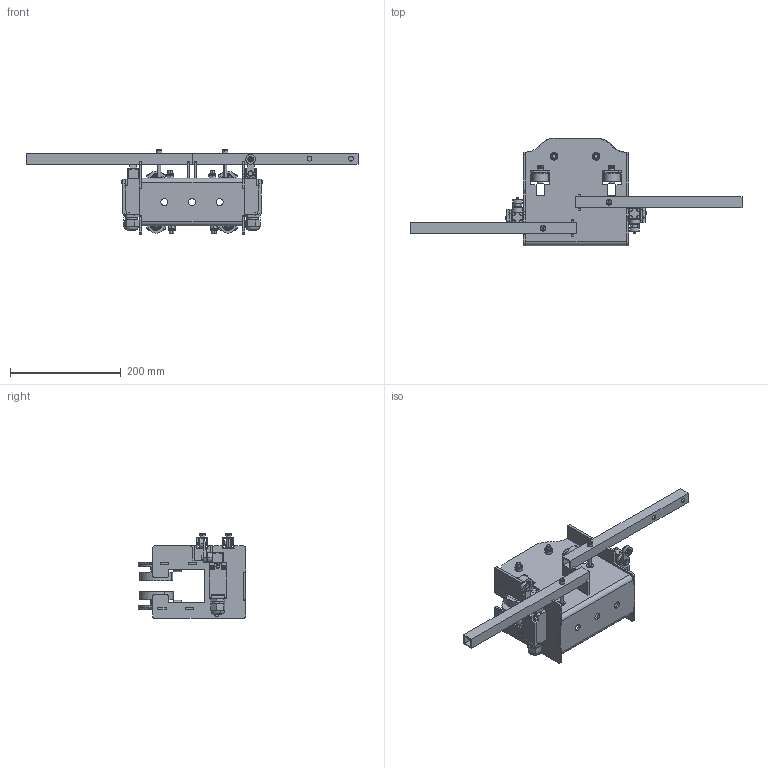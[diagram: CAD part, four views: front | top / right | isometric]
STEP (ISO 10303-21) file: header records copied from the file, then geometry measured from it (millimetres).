
FILE_DESCRIPTION (( 'STEP AP214' ), '1' );
FILE_NAME ('359.1001.02_Main_assembly_w_limitswitch.STEP', '2025-02-04T10:52:39', ( '' ), ( '' ), 'SwSTEP 2.0', 'SolidWorks 2023', '' );
FILE_SCHEMA (( 'AUTOMOTIVE_DESIGN' ));
Length unit declared in the file: millimetre
Products named in the file (27): 732.004_Styrehjul_spacer; 352.2025_TRL_EndestopHolder; 359.1028_Stiffening_Plate; 359.1005_Frame_Weld; 713.070_Retaining ring_Internal_Ø24; 701.018_M4x30_Din912_DIN 912 M4 x 25; 720.007_Leje_8x24_628Z; 708.025_M8Lock_DIN985; 352.2028_TRL_EndestopProfil20X20X2; 701.082_M6x55_Din912_DIN 912 M6 x 20 --- 10C; 732.006_3-eee_HeavyWheel-Ø61; 359.1001.02_Main_assembly_w_limitswitch; 701.034_M6x25_Din912_DIN 912 M6 x 20 --- 10C; 359.1027_Gavl_H; 359.1025_Body; 359.1026_Gavl_V; 710.068_23M06CO2_Flat_Head_OPEN_3.0-5.5_4mm ; 702.089_M8x45_DIN7991; 359.1004_Frame_Popnut; 658.030_forskruning_M20_sort_1,5; 708.024_M6Lock_DIN985; 352.2007_TR_Wheel_samling; 352.2022_TRL_StøtteBeslag; 652.030_Omron_Endestop_Venstre; 732.005.004_TR_Plasthjul; 710.022_23M04VO1_Countersunk_Head_OPEN_1.5-4.0; 732.008.001_StyreHjul_med_Jern_Spacer
Assembly tree (54 placements, depth 4):
  359.1001.02_Main_assembly_w_limitswitch
    359.1004_Frame_Popnut
      359.1005_Frame_Weld
        359.1025_Body
        359.1028_Stiffening_Plate  x2
        359.1027_Gavl_H
        359.1026_Gavl_V
        352.2022_TRL_StøtteBeslag  x4
        352.2025_TRL_EndestopHolder  x2
      710.068_23M06CO2_Flat_Head_OPEN_3.0-5.5_4mm   x2
      710.022_23M04VO1_Countersunk_Head_OPEN_1.5-4.0  x4
    732.008.001_StyreHjul_med_Jern_Spacer  x4
      701.034_M6x25_Din912_DIN 912 M6 x 20 --- 10C
      708.024_M6Lock_DIN985
      732.004_Styrehjul_spacer
      352.2007_TR_Wheel_samling
        732.005.004_TR_Plasthjul
        713.070_Retaining ring_Internal_Ø24
        720.007_Leje_8x24_628Z
    352.2028_TRL_EndestopProfil20X20X2  x2
    701.082_M6x55_Din912_DIN 912 M6 x 20 --- 10C  x2
    732.006_3-eee_HeavyWheel-Ø61  x4
    702.089_M8x45_DIN7991  x4
    708.025_M8Lock_DIN985  x4
    652.030_Omron_Endestop_Venstre  x2
    658.030_forskruning_M20_sort_1,5  x2
    701.018_M4x30_Din912_DIN 912 M4 x 25  x4
Bounding box: 599 x 193.5 x 152.4 mm (x, y, z)
Volume: 807822.8 mm3; surface area: 498334.8 mm2
Topology: 55 solids, 107 shells, 2524 faces, 6238 edges, 4018 vertices
Faces by surface type: plane 1310, cylinder 730, cone 304, torus 148, sphere 32
Entity records: 33230 total; most frequent: CARTESIAN_POINT 6257, DIRECTION 5648, ORIENTED_EDGE 5191, EDGE_CURVE 2651, AXIS2_PLACEMENT_3D 1985, VERTEX_POINT 1730, VECTOR 1678, LINE 1678
